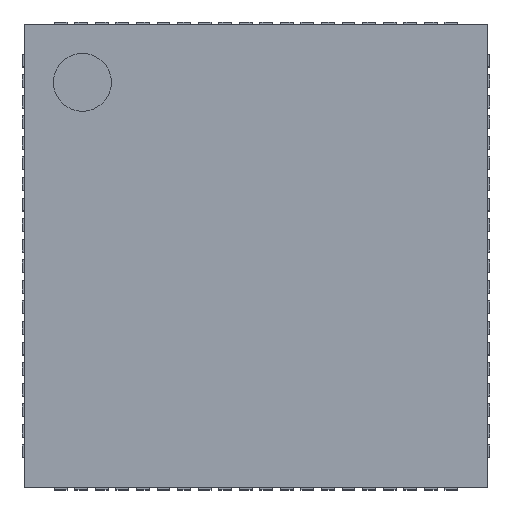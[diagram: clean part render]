
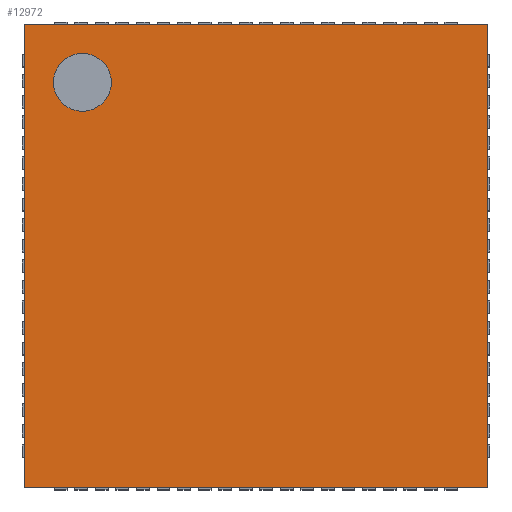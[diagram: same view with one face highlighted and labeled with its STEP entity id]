
A CAD part, top view. The second image highlights one B-rep face of the part: STEP entity #12972.
In plain terms, the highlighted planar face has unit normal (0, 0, 1).
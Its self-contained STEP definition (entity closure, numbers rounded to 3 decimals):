
#2900 = VERTEX_POINT('',#2901);
#2901 = CARTESIAN_POINT('',(-4.5,4.5,0.8));
#2907 = EDGE_CURVE('',#2900,#2908,#2910,.T.);
#2908 = VERTEX_POINT('',#2909);
#2909 = CARTESIAN_POINT('',(4.5,4.5,0.8));
#2910 = LINE('',#2911,#2912);
#2911 = CARTESIAN_POINT('',(-4.5,4.5,0.8));
#2912 = VECTOR('',#2913,1.);
#2913 = DIRECTION('',(1.,0.,0.));
#3371 = VERTEX_POINT('',#3372);
#3372 = CARTESIAN_POINT('',(-4.5,-4.5,0.8));
#3840 = EDGE_CURVE('',#3371,#2900,#3841,.T.);
#3841 = LINE('',#3842,#3843);
#3842 = CARTESIAN_POINT('',(-4.5,-4.5,0.8));
#3843 = VECTOR('',#3844,1.);
#3844 = DIRECTION('',(0.,1.,0.));
#7677 = VERTEX_POINT('',#7678);
#7678 = CARTESIAN_POINT('',(4.5,-4.5,0.8));
#8146 = EDGE_CURVE('',#7677,#2908,#8147,.T.);
#8147 = LINE('',#8148,#8149);
#8148 = CARTESIAN_POINT('',(4.5,-4.5,0.8));
#8149 = VECTOR('',#8150,1.);
#8150 = DIRECTION('',(0.,1.,0.));
#10122 = EDGE_CURVE('',#3371,#7677,#10123,.T.);
#10123 = LINE('',#10124,#10125);
#10124 = CARTESIAN_POINT('',(-4.5,-4.5,0.8));
#10125 = VECTOR('',#10126,1.);
#10126 = DIRECTION('',(1.,0.,0.));
#12972 = ADVANCED_FACE('',(#12973,#12979),#12990,.T.);
#12973 = FACE_BOUND('',#12974,.T.);
#12974 = EDGE_LOOP('',(#12975,#12976,#12977,#12978));
#12975 = ORIENTED_EDGE('',*,*,#3840,.F.);
#12976 = ORIENTED_EDGE('',*,*,#10122,.T.);
#12977 = ORIENTED_EDGE('',*,*,#8146,.T.);
#12978 = ORIENTED_EDGE('',*,*,#2907,.F.);
#12979 = FACE_BOUND('',#12980,.T.);
#12980 = EDGE_LOOP('',(#12981));
#12981 = ORIENTED_EDGE('',*,*,#12982,.F.);
#12982 = EDGE_CURVE('',#12983,#12983,#12985,.T.);
#12983 = VERTEX_POINT('',#12984);
#12984 = CARTESIAN_POINT('',(-2.813,3.375,0.8));
#12985 = CIRCLE('',#12986,0.563);
#12986 = AXIS2_PLACEMENT_3D('',#12987,#12988,#12989);
#12987 = CARTESIAN_POINT('',(-3.375,3.375,0.8));
#12988 = DIRECTION('',(0.,0.,1.));
#12989 = DIRECTION('',(1.,0.,0.));
#12990 = PLANE('',#12991);
#12991 = AXIS2_PLACEMENT_3D('',#12992,#12993,#12994);
#12992 = CARTESIAN_POINT('',(-4.5,-4.5,0.8));
#12993 = DIRECTION('',(0.,0.,1.));
#12994 = DIRECTION('',(1.,0.,0.));
